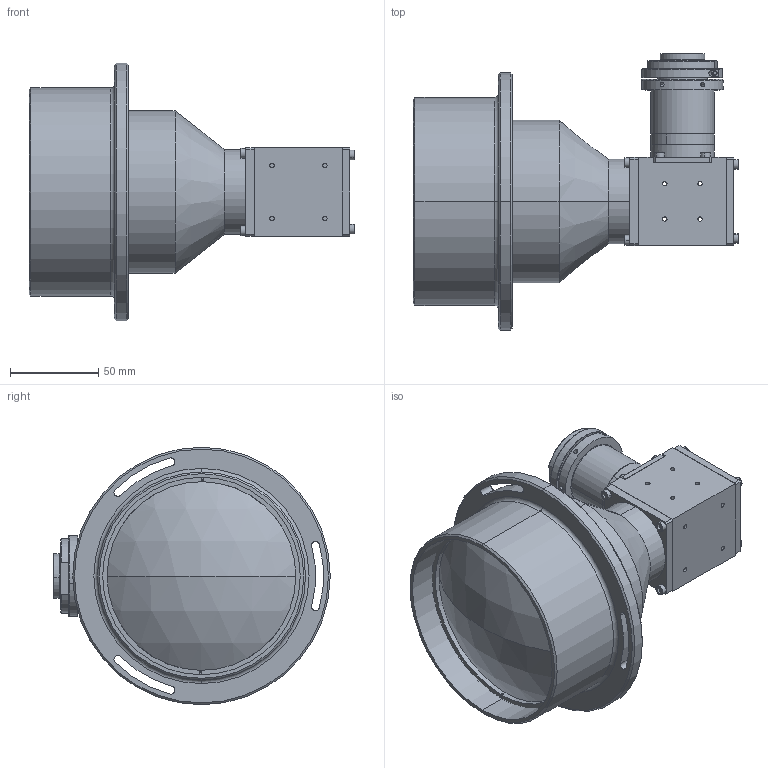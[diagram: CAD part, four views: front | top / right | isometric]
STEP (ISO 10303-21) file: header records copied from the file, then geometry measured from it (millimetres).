
FILE_DESCRIPTION (( 'STEP AP203' ), '1' );
FILE_NAME ('XF-10MDT0158X150-DSS-L90.STEP', '2021-07-01T02:37:09', ( '' ), ( '' ), 'SwSTEP 2.0', 'SolidWorks 2018', '' );
FILE_SCHEMA (( 'CONFIG_CONTROL_DESIGN' ));
Length unit declared in the file: millimetre
Products named in the file (1): XF-10MDT0158X150-DSS-L90
Bounding box: 184.74 x 156.74 x 146 mm (x, y, z)
Surface area: 109394.4 mm2 (no closed solid volume)
Topology: 0 solids, 41 shells, 351 faces, 1070 edges, 718 vertices
Faces by surface type: plane 154, cylinder 121, cone 36, torus 36, sphere 4
Entity records: 12424 total; most frequent: CARTESIAN_POINT 2746, DIRECTION 2152, ORIENTED_EDGE 1685, EDGE_CURVE 1044, AXIS2_PLACEMENT_3D 802, VERTEX_POINT 718, VECTOR 548, LINE 548
